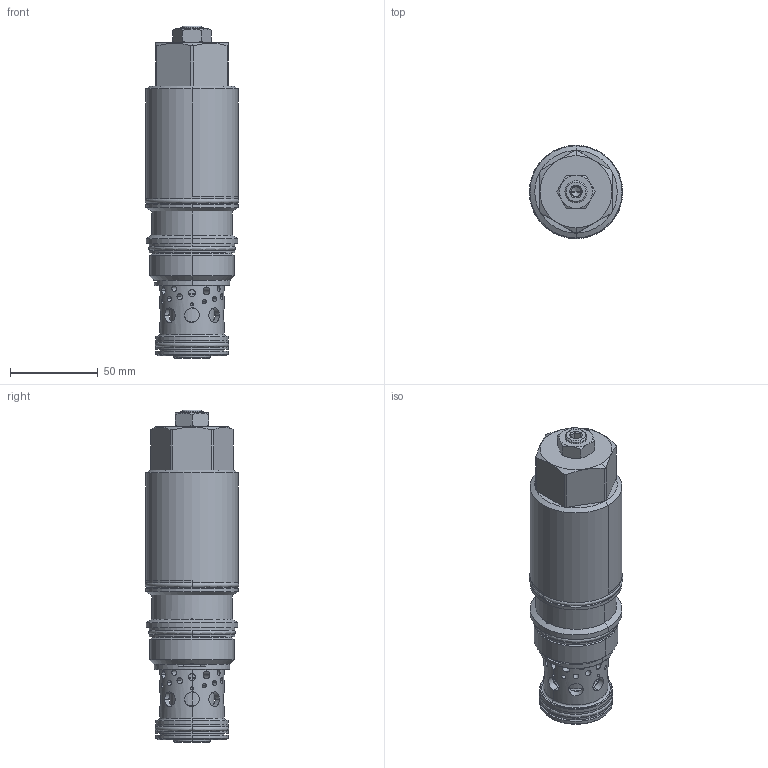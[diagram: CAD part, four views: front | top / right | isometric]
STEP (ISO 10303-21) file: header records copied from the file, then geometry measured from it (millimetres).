
FILE_DESCRIPTION((''),'2;1');
FILE_NAME('MBIA-LHN_PRT','2013-11-08T',('Administrator'),(''),'PRO/ENGINEER BY PARAMETRIC TECHNOLOGY CORPORATION, 2006240','PRO/ENGINEER BY PARAMETRIC TECHNOLOGY CORPORATION, 2006240','');
FILE_SCHEMA(('CONFIG_CONTROL_DESIGN'));
Length unit declared in the file: inch
Products named in the file (1): MBIA-LHN_PRT
Bounding box: 53.06 x 53.06 x 188.69 mm (x, y, z)
Volume: 269113.6 mm3; surface area: 67679.5 mm2
Topology: 5 solids, 7 shells, 505 faces, 1213 edges, 727 vertices
Faces by surface type: cylinder 238, cone 110, plane 84, torus 61, revolution 12
Entity records: 19168 total; most frequent: CARTESIAN_POINT 7436, DIRECTION 2442, ORIENTED_EDGE 2414, EDGE_CURVE 1207, AXIS2_PLACEMENT_3D 1025, VERTEX_POINT 727, EDGE_LOOP 618, CIRCLE 532
